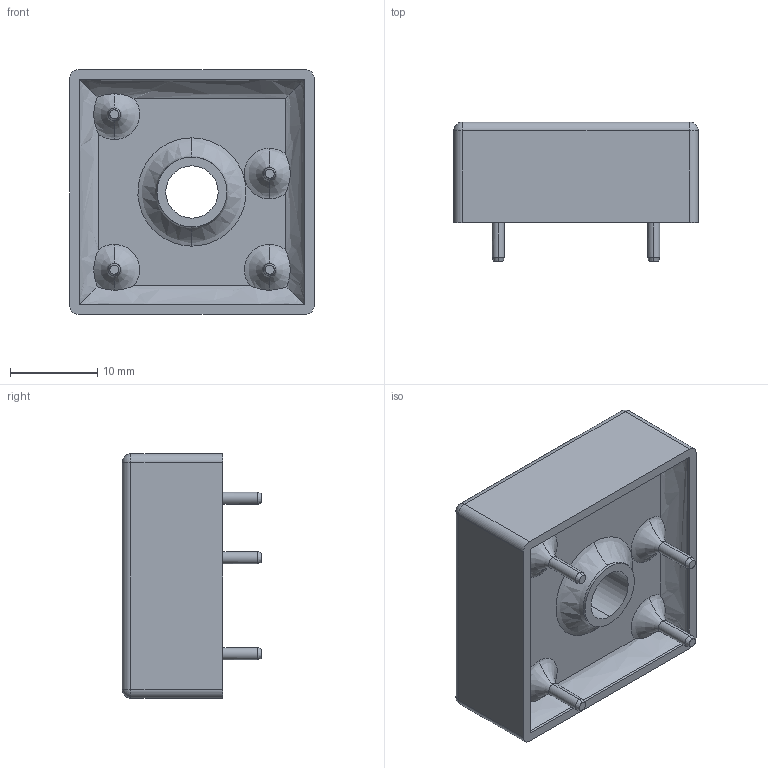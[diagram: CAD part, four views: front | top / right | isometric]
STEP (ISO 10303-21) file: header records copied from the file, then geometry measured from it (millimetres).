
FILE_DESCRIPTION (( 'STEP AP214' ), '1' );
FILE_NAME ('BD5010W.STEP', '2017-11-12T01:09:51', ( '' ), ( '' ), 'SwSTEP 2.0', 'SolidWorks 2015', '' );
FILE_SCHEMA (( 'AUTOMOTIVE_DESIGN' ));
Length unit declared in the file: millimetre
Products named in the file (1): BD5010W
Bounding box: 28.01 x 16 x 28 mm (x, y, z)
Volume: 7426.2 mm3; surface area: 3218.5 mm2
Topology: 1 solids, 1 shells, 102 faces, 250 edges, 152 vertices
Faces by surface type: plane 45, bspline 23, cylinder 20, cone 8, sphere 4, torus 2
Entity records: 6362 total; most frequent: CARTESIAN_POINT 3102, ORIENTED_EDGE 492, DIRECTION 376, EDGE_CURVE 246, VERTEX_POINT 152, LINE 132, VECTOR 132, AXIS2_PLACEMENT_3D 122
